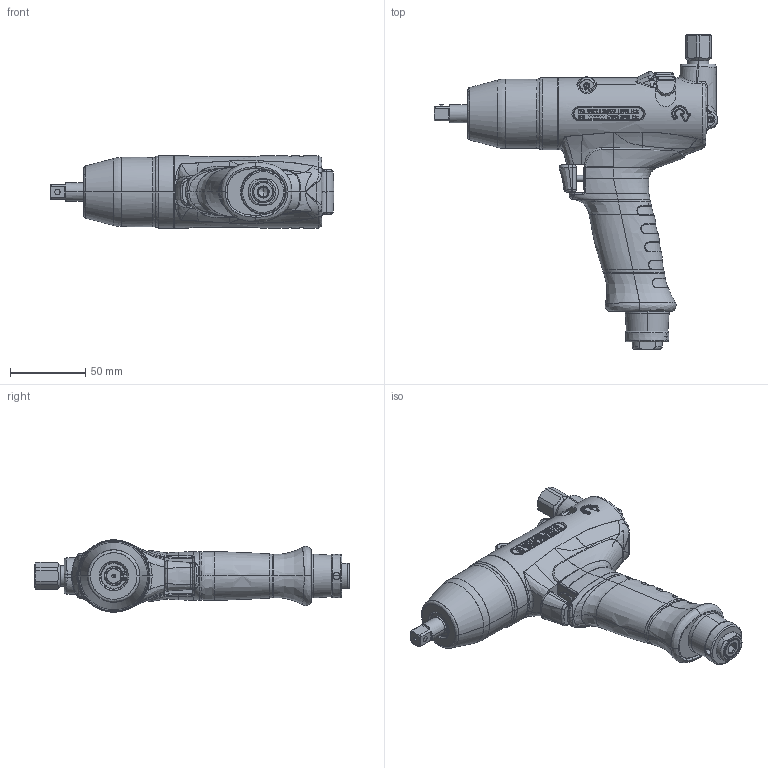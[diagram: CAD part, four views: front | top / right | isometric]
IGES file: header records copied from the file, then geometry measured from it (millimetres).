
Start section:  PTC IGES file: 55phha603.igs
Global section: file name: 55phha603.igs; native system: Pro/ENGINEER by Parametric Technology Corporation; preprocessor: 2008400; author: c584d; organization: Unknown; date: 20120515.144337; units: millimetre
Bounding box: 188.64 x 209 x 48 mm (x, y, z)
Surface area: 56338.4 mm2 (no closed solid volume)
Topology: 0 solids, 0 shells, 908 faces, 6667 edges, 6651 vertices
Faces by surface type: bspline 602, revolution 306
